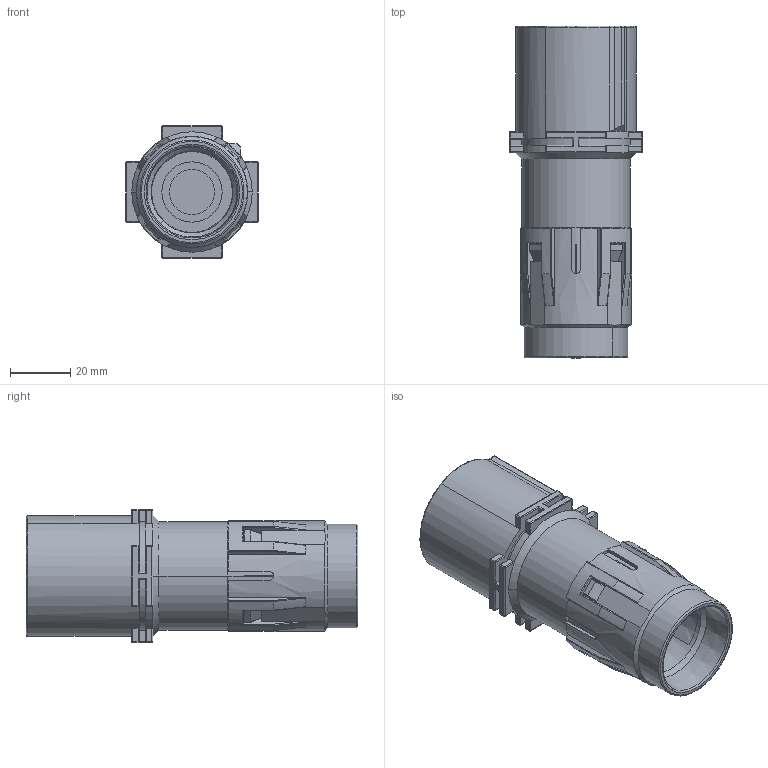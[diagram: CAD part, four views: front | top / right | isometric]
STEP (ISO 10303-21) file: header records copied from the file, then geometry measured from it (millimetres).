
FILE_DESCRIPTION((''),'2;1');
FILE_NAME('HC650-001-M','2017-08-01T',('tl.yang'),(''),'PRO/ENGINEER BY PARAMETRIC TECHNOLOGY CORPORATION, 2011500','PRO/ENGINEER BY PARAMETRIC TECHNOLOGY CORPORATION, 2011500','');
FILE_SCHEMA(('CONFIG_CONTROL_DESIGN'));
Length unit declared in the file: millimetre
Products named in the file (1): HC650-001-M
Bounding box: 44 x 110.2 x 44 mm (x, y, z)
Volume: 77909.7 mm3; surface area: 51170 mm2
Topology: 1 solids, 2 shells, 526 faces, 1441 edges, 887 vertices
Faces by surface type: cylinder 207, plane 196, cone 57, sphere 32, torus 28, bspline 6
Entity records: 17914 total; most frequent: CARTESIAN_POINT 4812, ORIENTED_EDGE 2818, DIRECTION 2712, EDGE_CURVE 1409, AXIS2_PLACEMENT_3D 1027, VERTEX_POINT 887, VECTOR 658, LINE 658
